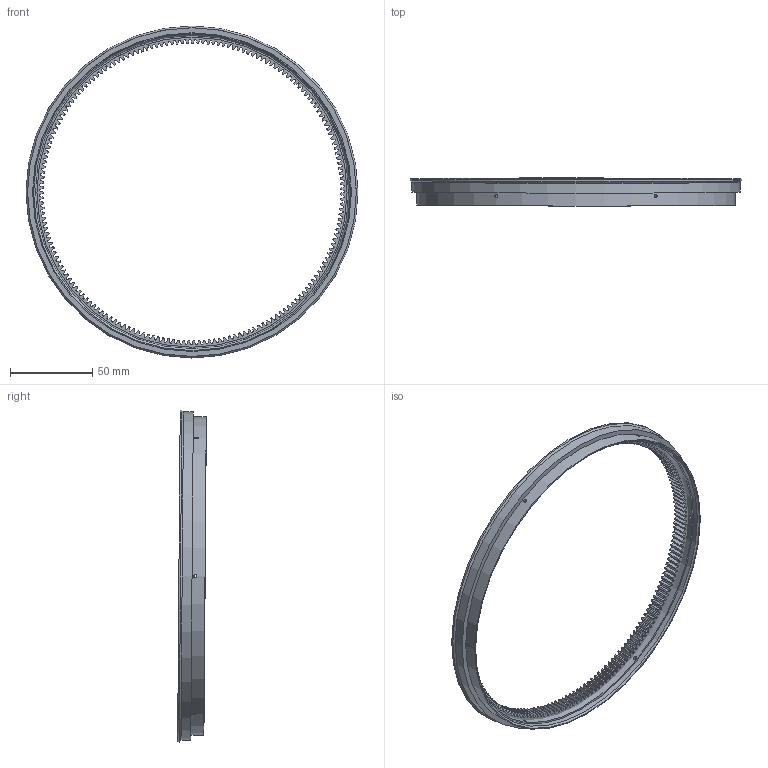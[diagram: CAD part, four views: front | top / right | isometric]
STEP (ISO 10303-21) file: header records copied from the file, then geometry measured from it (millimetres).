
FILE_DESCRIPTION(/* description */ (''),/* implementation_level */ '2;1');
FILE_NAME(/* name */ 'InnerRim.stp',/* time_stamp */ '2020-06-09T15:14:55+02:00',/* author */ ('jguck'),/* organization */ (''),/* preprocessor_version */ 'ST-DEVELOPER v17',/* originating_system */ 'Autodesk Inventor 2019',/* authorisation */ '');
FILE_SCHEMA (('AUTOMOTIVE_DESIGN { 1 0 10303 214 3 1 1 }'));
Length unit declared in the file: millimetre
Products named in the file (7): print_centerhub_wheel_teeth; Spur Gears; Spur Gear1; Part1; Part2; Part3; centerhub_runner_teeth
Assembly tree (6 placements, depth 3):
  print_centerhub_wheel_teeth
    Spur Gears
      Spur Gear1
      Part1
      Part2
      Part3
    centerhub_runner_teeth
Bounding box: 202 x 17.42 x 202 mm (x, y, z)
Volume: 56284.9 mm3; surface area: 45457.5 mm2
Topology: 2 solids, 2 shells, 752 faces, 2269 edges, 1530 vertices
Faces by surface type: cylinder 744, plane 6, cone 2
Full cylindrical faces by diameter (mm): 2 x6, 188.7 x1, 190.7 x1, 191.1 x1, 193.9 x1, 200 x1, 202 x1
Entity records: 27045 total; most frequent: DIRECTION 5254, CARTESIAN_POINT 4965, ORIENTED_EDGE 4520, EDGE_CURVE 2260, AXIS2_PLACEMENT_3D 2253, VERTEX_POINT 1512, CIRCLE 1488, EDGE_LOOP 768
